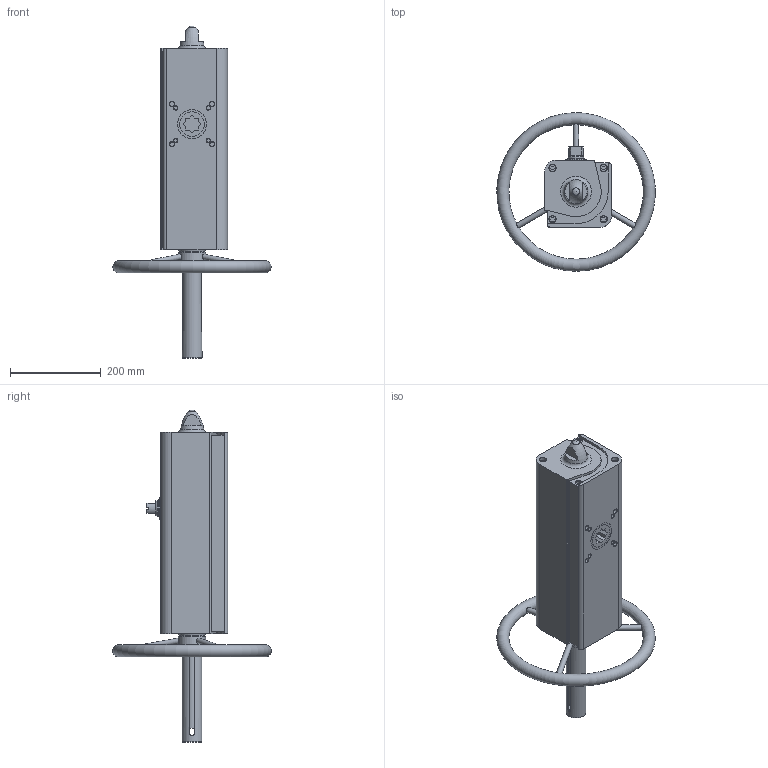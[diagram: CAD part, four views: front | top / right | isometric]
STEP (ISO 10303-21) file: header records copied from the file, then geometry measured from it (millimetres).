
FILE_DESCRIPTION(/* description */ ('STEP AP214'),/* implementation_level */ '2;1');
FILE_NAME(/* name */ '8005007_DAPS-0720-090-R-F1012-MW',/* time_stamp */ '2024-08-13T17:28:29+02:00',/* author */ ('License CC BY-ND 4.0'),/* organization */ ('CADENAS'),/* preprocessor_version */ 'ST-DEVELOPER v19.3',/* originating_system */ 'PARTsolutions',/* authorisation */ ' ');
FILE_SCHEMA (('AUTOMOTIVE_DESIGN {1 0 10303 214 3 1 1}'));
Length unit declared in the file: millimetre
Products named in the file (3): 8005007 DAPS-0720-090-R-F1012-MW---0; 8005007 DAPS-0720-090-R-F1012-MW---(1); 8005007 DAPS-0720-090-R-F1012-MW---(2)
Assembly tree (2 placements, depth 2):
  8005007 DAPS-0720-090-R-F1012-MW---0
    8005007 DAPS-0720-090-R-F1012-MW---(1)
    8005007 DAPS-0720-090-R-F1012-MW---(2)
Bounding box: 349.27 x 349.94 x 732.8 mm (x, y, z)
Volume: 10401688.6 mm3; surface area: 508332.1 mm2
Topology: 2 solids, 2 shells, 278 faces, 662 edges, 429 vertices
Faces by surface type: plane 180, cylinder 61, cone 24, torus 12, sphere 1
Full cylindrical faces by diameter (mm): 4.134 x8, 4.917 x1, 8.376 x4, 10.106 x4, 11.445 x2, 12 x3, 16 x8, 35 x1, 38.8 x1, 39 x1, 44 x1, 48 x2, 54 x2, 57.143 x1, 60 x1, 64 x1
Entity records: 7666 total; most frequent: CARTESIAN_POINT 1441, DIRECTION 1282, ORIENTED_EDGE 1130, EDGE_CURVE 565, AXIS2_PLACEMENT_3D 456, VERTEX_POINT 412, FACE_BOUND 407, EDGE_LOOP 406
